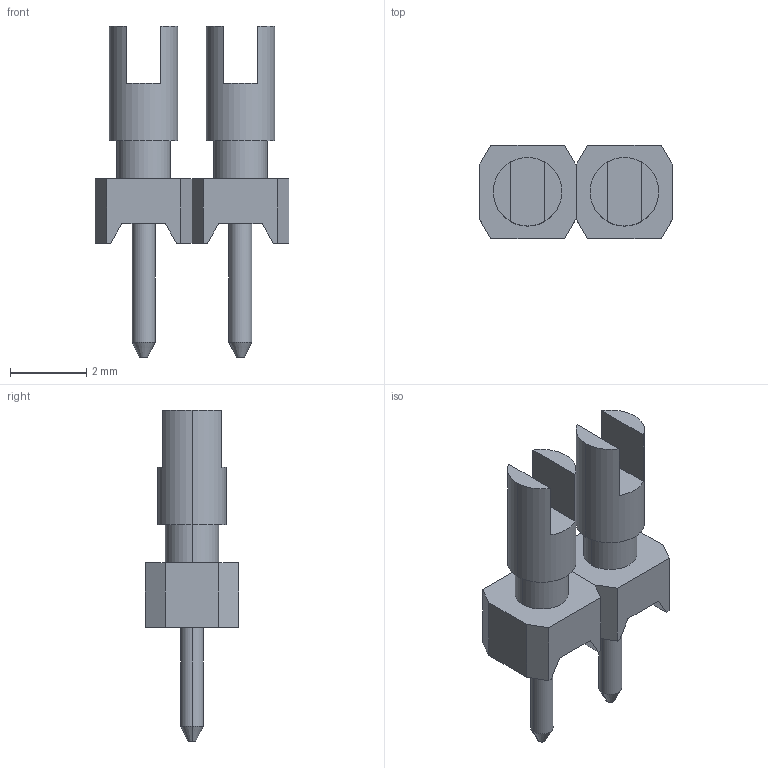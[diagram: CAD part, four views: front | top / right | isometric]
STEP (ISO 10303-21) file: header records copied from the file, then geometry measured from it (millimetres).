
FILE_DESCRIPTION((''),'2;1');
FILE_NAME('STELVIO-KONTEK_3310600102500.stp','2013-08-27T11:32:17',(''),(''),'Mechanical Desktop 2011','Mechanical Desktop 2011',', , ');
FILE_SCHEMA(('AUTOMOTIVE_DESIGN { 1 2 10303 214 1 1 1 1 }'));
Length unit declared in the file: millimetre
Products named in the file (1): Product
Bounding box: 5.08 x 2.45 x 8.7 mm (x, y, z)
Volume: 32 mm3; surface area: 130.8 mm2
Topology: 8 solids, 8 shells, 64 faces, 140 edges, 92 vertices
Faces by surface type: plane 48, cylinder 12, cone 4
Entity records: 1793 total; most frequent: DIRECTION 306, CARTESIAN_POINT 297, ORIENTED_EDGE 280, EDGE_CURVE 140, VECTOR 104, LINE 104, AXIS2_PLACEMENT_3D 101, VERTEX_POINT 92
